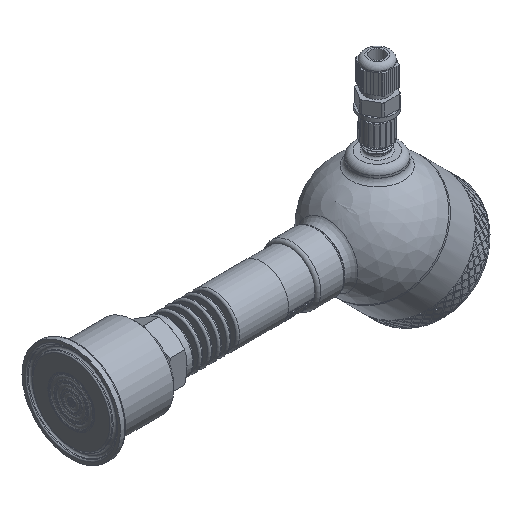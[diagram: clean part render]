
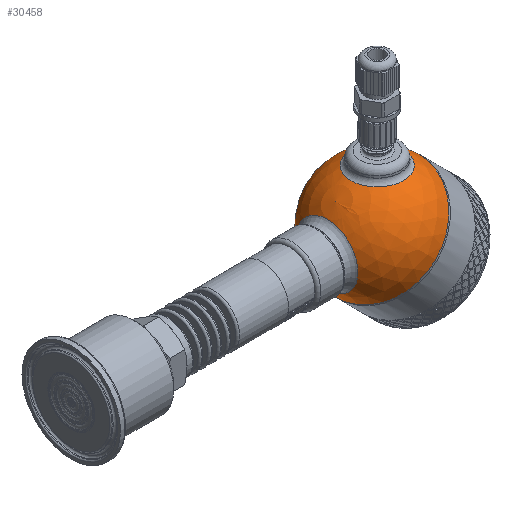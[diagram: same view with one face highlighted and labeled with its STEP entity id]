
A CAD part, isometric view. The second image highlights one B-rep face of the part: STEP entity #30458.
In plain terms, the highlighted spherical face has radius 30 mm.
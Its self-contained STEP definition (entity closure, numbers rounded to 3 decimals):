
#43=SPHERICAL_SURFACE('',#31930,30.);
#1347=FACE_BOUND('',#5535,.T.);
#1348=FACE_BOUND('',#5536,.T.);
#3452=FACE_OUTER_BOUND('',#5534,.T.);
#5534=EDGE_LOOP('',(#27152,#27153,#27154,#27155));
#5535=EDGE_LOOP('',(#27156));
#5536=EDGE_LOOP('',(#27157));
#6308=CIRCLE('',#31927,15.643);
#6311=CIRCLE('',#31931,30.);
#6312=CIRCLE('',#31932,30.);
#6313=CIRCLE('',#31933,30.);
#6314=CIRCLE('',#31934,13.5);
#14178=VERTEX_POINT('',#76071);
#14180=VERTEX_POINT('',#76077);
#14181=VERTEX_POINT('',#76078);
#14182=VERTEX_POINT('',#76080);
#14183=VERTEX_POINT('',#76083);
#18576=EDGE_CURVE('',#14178,#14178,#6308,.T.);
#18579=EDGE_CURVE('',#14180,#14181,#6311,.T.);
#18580=EDGE_CURVE('',#14180,#14182,#6312,.T.);
#18581=EDGE_CURVE('',#14181,#14180,#6313,.T.);
#18582=EDGE_CURVE('',#14183,#14183,#6314,.T.);
#27152=ORIENTED_EDGE('',*,*,#18579,.F.);
#27153=ORIENTED_EDGE('',*,*,#18580,.T.);
#27154=ORIENTED_EDGE('',*,*,#18580,.F.);
#27155=ORIENTED_EDGE('',*,*,#18581,.F.);
#27156=ORIENTED_EDGE('',*,*,#18576,.F.);
#27157=ORIENTED_EDGE('',*,*,#18582,.F.);
#30458=ADVANCED_FACE('',(#3452,#1347,#1348),#43,.T.);
#31927=AXIS2_PLACEMENT_3D('',#76072,#35410,#35411);
#31930=AXIS2_PLACEMENT_3D('',#76076,#35416,#35417);
#31931=AXIS2_PLACEMENT_3D('',#76079,#35418,#35419);
#31932=AXIS2_PLACEMENT_3D('',#76081,#35420,#35421);
#31933=AXIS2_PLACEMENT_3D('',#76082,#35422,#35423);
#31934=AXIS2_PLACEMENT_3D('',#76084,#35424,#35425);
#35410=DIRECTION('center_axis',(-0.707,0.,0.707));
#35411=DIRECTION('ref_axis',(0.707,0.,0.707));
#35416=DIRECTION('center_axis',(1.,0.,0.));
#35417=DIRECTION('ref_axis',(0.,-1.,0.));
#35418=DIRECTION('center_axis',(1.,0.,0.));
#35419=DIRECTION('ref_axis',(0.,1.,0.));
#35420=DIRECTION('center_axis',(0.,0.,1.));
#35421=DIRECTION('ref_axis',(0.,1.,0.));
#35422=DIRECTION('center_axis',(1.,0.,0.));
#35423=DIRECTION('ref_axis',(0.,1.,0.));
#35424=DIRECTION('center_axis',(-0.707,0.,-0.707));
#35425=DIRECTION('ref_axis',(-0.707,0.,0.707));
#76071=CARTESIAN_POINT('',(-29.162,0.,7.04));
#76072=CARTESIAN_POINT('Origin',(-18.101,0.,18.101));
#76076=CARTESIAN_POINT('Origin',(0.,0.,0.));
#76077=CARTESIAN_POINT('',(0.,30.,0.));
#76078=CARTESIAN_POINT('',(0.,-30.,0.));
#76079=CARTESIAN_POINT('Origin',(0.,0.,0.));
#76080=CARTESIAN_POINT('',(-30.,0.,0.));
#76081=CARTESIAN_POINT('Origin',(0.,0.,0.));
#76082=CARTESIAN_POINT('Origin',(0.,0.,0.));
#76083=CARTESIAN_POINT('',(-9.398,0.,-28.49));
#76084=CARTESIAN_POINT('Origin',(-18.944,0.,-18.944));
